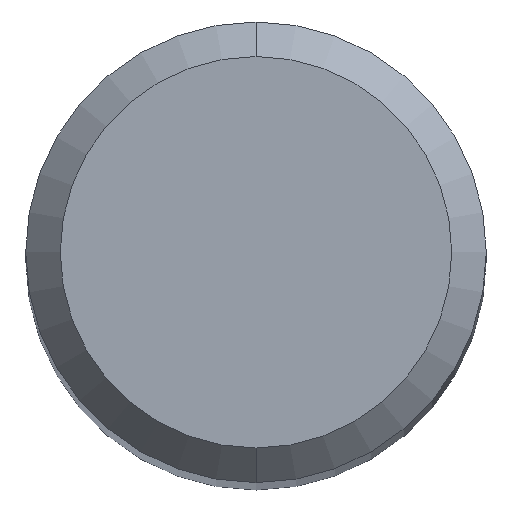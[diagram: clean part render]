
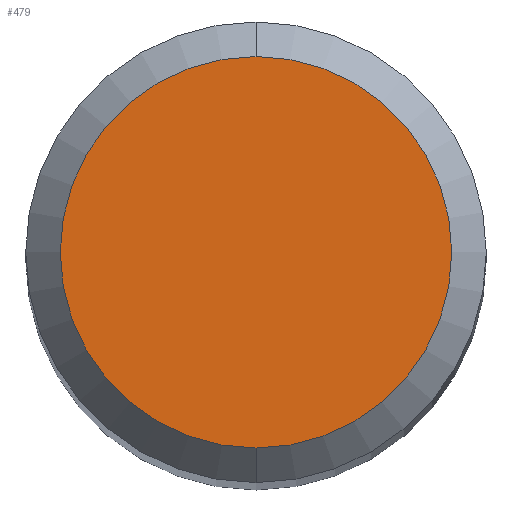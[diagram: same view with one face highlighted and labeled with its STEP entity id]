
A CAD part, top view. The second image highlights one B-rep face of the part: STEP entity #479.
In plain terms, the highlighted planar face has unit normal (0, 0, 1).
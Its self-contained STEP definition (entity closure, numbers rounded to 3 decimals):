
#365=EDGE_CURVE('',#729,#495,#1028,.T.);
#479=ADVANCED_FACE('',(#1150),#1151,.T.);
#495=VERTEX_POINT('',#1169);
#729=VERTEX_POINT('',#1429);
#829=EDGE_CURVE('',#495,#729,#1538,.T.);
#1028=CIRCLE('',#1780,1.7);
#1150=FACE_OUTER_BOUND('',#2175,.T.);
#1151=PLANE('',#2176);
#1169=CARTESIAN_POINT('',(0.,-1.7,0.0));
#1429=CARTESIAN_POINT('',(0.0,1.7,0.0));
#1538=CIRCLE('',#3609,1.7);
#1780=AXIS2_PLACEMENT_3D('',#4474,#4475,#4476);
#2175=EDGE_LOOP('',(#4596,#4597));
#2176=AXIS2_PLACEMENT_3D('',#4598,#4599,#4600);
#3609=AXIS2_PLACEMENT_3D('',#5085,#5086,#5087);
#4474=CARTESIAN_POINT('',(0.0,0.0,0.0));
#4475=DIRECTION('',(0.0,0.0,-1.0));
#4476=DIRECTION('',(0.0,1.0,0.0));
#4596=ORIENTED_EDGE('',*,*,#365,.F.);
#4597=ORIENTED_EDGE('',*,*,#829,.F.);
#4598=CARTESIAN_POINT('',(0.0,0.85,0.0));
#4599=DIRECTION('',(-0.0,0.0,1.0));
#4600=DIRECTION('',(0.0,-1.0,0.0));
#5085=CARTESIAN_POINT('',(0.0,0.0,0.0));
#5086=DIRECTION('',(0.0,0.0,-1.0));
#5087=DIRECTION('',(0.0,1.0,0.0));
